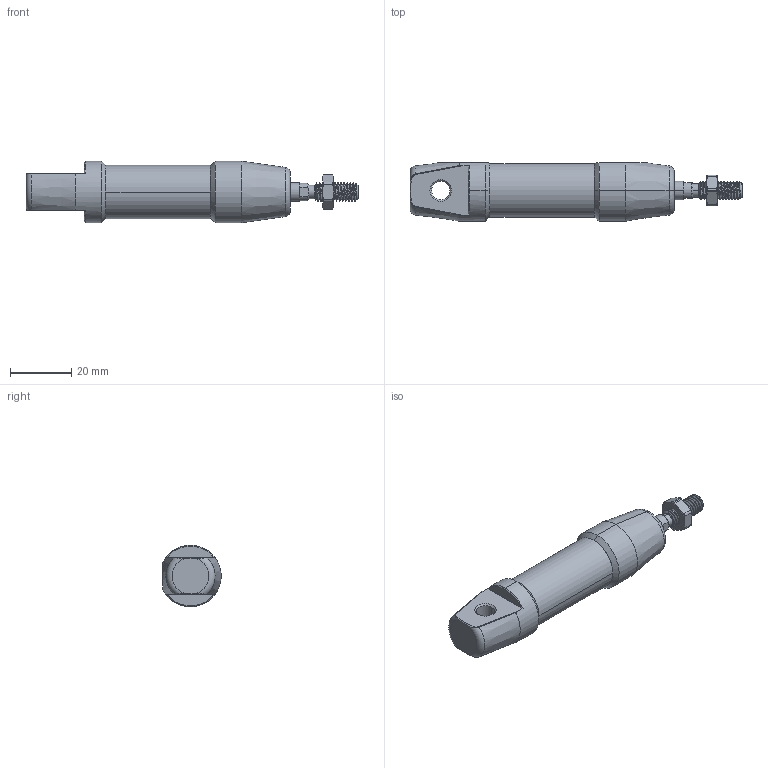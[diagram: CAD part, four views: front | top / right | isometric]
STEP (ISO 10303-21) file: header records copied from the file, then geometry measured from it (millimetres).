
FILE_DESCRIPTION (( 'STEP AP214' ), '1' );
FILE_NAME ('U016 0000 0306.STEP', '2021-04-28T09:22:52', ( '' ), ( '' ), 'SwSTEP 2.0', 'SolidWorks 2019', '' );
FILE_SCHEMA (( 'AUTOMOTIVE_DESIGN' ));
Length unit declared in the file: millimetre
Products named in the file (14): Leje_PAP0608P11; 9006-34_9006-34-0; Oring_ORING 14 X 1; 1016-06; 1016-03; Dæmpeskiver_9016-43; Stempelstangsmøtrik_U1901430; 9016-35-H00; Bolt-DIN912_M4x30; Afstryger (12-25)_EL 0058N3582; Stempeltætning_Z81610N3580; Magnet_9316; U016 0000 0306; 9016-36UB2A
Assembly tree (17 placements, depth 2):
  U016 0000 0306
    9006-34_9006-34-0
    1016-06
    9016-35-H00
    1016-03
    Afstryger (12-25)_EL 0058N3582
    9016-36UB2A  x2
    Leje_PAP0608P11
    Magnet_9316
    Oring_ORING 14 X 1  x2
    Stempeltætning_Z81610N3580  x2
    Bolt-DIN912_M4x30
    Dæmpeskiver_9016-43  x2
    Stempelstangsmøtrik_U1901430
Bounding box: 108 x 19 x 20 mm (x, y, z)
Volume: 19096.3 mm3; surface area: 17599.5 mm2
Topology: 17 solids, 17 shells, 541 faces, 1254 edges, 770 vertices
Faces by surface type: cylinder 244, cone 128, plane 86, torus 66, bspline 17
Entity records: 24852 total; most frequent: CARTESIAN_POINT 14052, ORIENTED_EDGE 2208, DIRECTION 2098, EDGE_CURVE 1104, AXIS2_PLACEMENT_3D 874, VERTEX_POINT 686, EDGE_LOOP 518, ADVANCED_FACE 468
